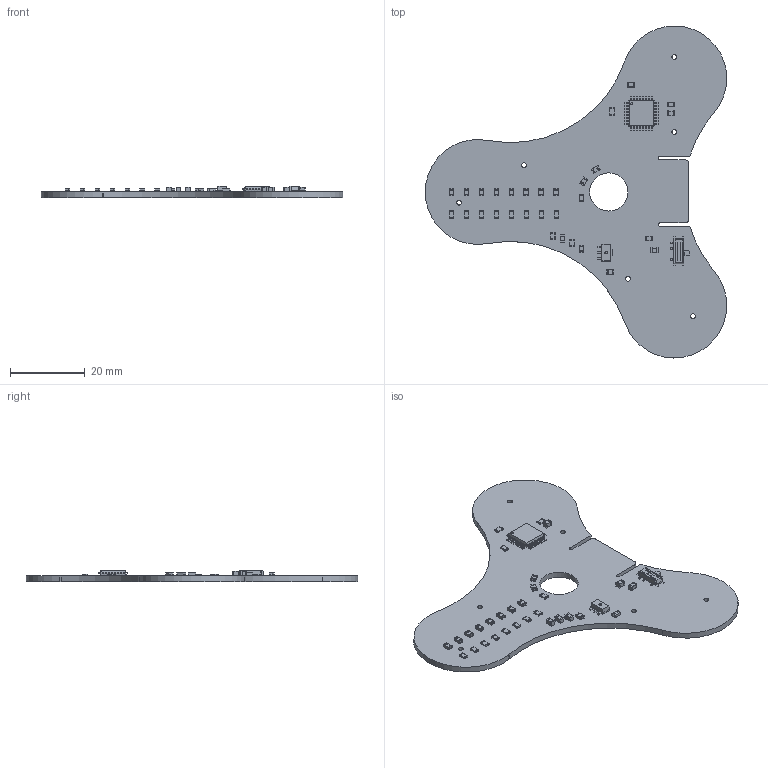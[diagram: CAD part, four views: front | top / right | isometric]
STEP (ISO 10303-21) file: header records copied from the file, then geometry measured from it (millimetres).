
FILE_DESCRIPTION(('KiCad electronic assembly'),'2;1');
FILE_NAME('FidgetSpinner.step','2021-09-05T15:08:11',('An Author'),( 'A Company'),'Open CASCADE STEP processor 7.5', 'KiCad to STEP converter','Unknown');
FILE_SCHEMA(('AUTOMOTIVE_DESIGN { 1 0 10303 214 1 1 1 1 }'));
Length unit declared in the file: millimetre
Products named in the file (16): Open CASCADE STEP translator 7.5 1; D_0805_2012Metric; SOLID; R_0805_2012Metric; LQFP-32_7x7mm_P0.8mm; SW_SPDT_PCM12; L_0805_2012Metric; SOT-89-3; C_0805_2012Metric; COMPOUND
Assembly tree (41 placements, depth 3):
  Open CASCADE STEP translator 7.5 1
    D_0805_2012Metric  x12
      SOLID
    R_0805_2012Metric  x12
      SOLID
    LQFP-32_7x7mm_P0.8mm
      SOLID
    SW_SPDT_PCM12
      SOLID
    L_0805_2012Metric
      SOLID
    SOT-89-3
      SOLID
    C_0805_2012Metric  x5
      SOLID
    COMPOUND
Bounding box: 80.51 x 88.62 x 3.17 mm (x, y, z)
Volume: 5733.4 mm3; surface area: 8179.1 mm2
Topology: 34 solids, 34 shells, 1678 faces, 4481 edges, 2900 vertices
Faces by surface type: plane 1123, cylinder 497, bspline 56, cone 2
Full cylindrical faces by diameter (mm): 0.5 x1, 0.7 x1, 0.8 x2, 0.9 x2, 1.3 x6, 10.2 x1
Entity records: 62755 total; most frequent: CARTESIAN_POINT 11498, DIRECTION 8429, LINE 5768, VECTOR 5768, ORIENTED_EDGE 4514, PCURVE 4514, DEFINITIONAL_REPRESENTATION 4514, EDGE_CURVE 2257
